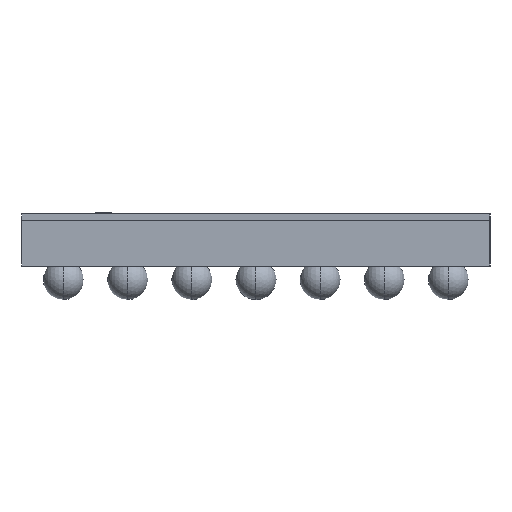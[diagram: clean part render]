
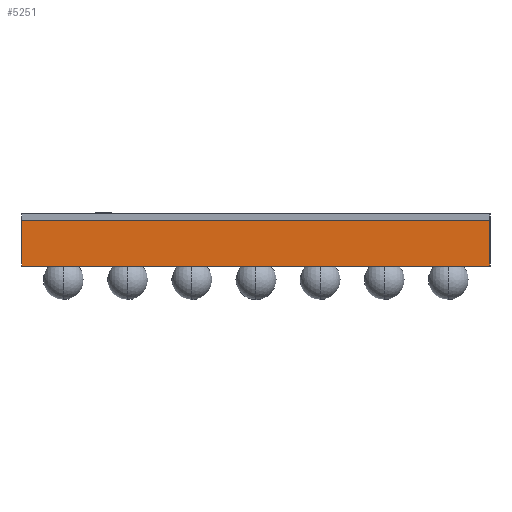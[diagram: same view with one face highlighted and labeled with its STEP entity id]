
A CAD part, left-side view. The second image highlights one B-rep face of the part: STEP entity #5251.
In plain terms, the highlighted planar face has unit normal (-1, 0, 0).
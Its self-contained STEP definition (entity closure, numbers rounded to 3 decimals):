
#383 = DIRECTION ( 'NONE',  ( 0., 0., 1. ) ) ;
#533 = EDGE_CURVE ( 'NONE', #15922, #13075, #7770, .T. ) ;
#1457 = EDGE_LOOP ( 'NONE', ( #8798, #1768, #2008, #7863 ) ) ;
#1706 = LINE ( 'NONE', #14786, #13496 ) ;
#1768 = ORIENTED_EDGE ( 'NONE', *, *, #14524, .F. ) ;
#2008 = ORIENTED_EDGE ( 'NONE', *, *, #5254, .F. ) ;
#3801 = CARTESIAN_POINT ( 'NONE',  ( -1.657, -1.459, -0.285 ) ) ;
#4322 = CARTESIAN_POINT ( 'NONE',  ( -1.657, -1.459, -0.285 ) ) ;
#4519 = CARTESIAN_POINT ( 'NONE',  ( -1.657, -1.459, 0. ) ) ;
#5251 = ADVANCED_FACE ( 'NONE', ( #7373 ), #10259, .F. ) ;
#5254 = EDGE_CURVE ( 'NONE', #15922, #6200, #10345, .T. ) ;
#5388 = AXIS2_PLACEMENT_3D ( 'NONE', #4322, #16089, #11796 ) ;
#6200 = VERTEX_POINT ( 'NONE', #9920 ) ;
#6747 = EDGE_CURVE ( 'NONE', #13075, #7631, #11799, .T. ) ;
#7373 = FACE_OUTER_BOUND ( 'NONE', #1457, .T. ) ;
#7562 = DIRECTION ( 'NONE',  ( 0., 0., 1. ) ) ;
#7631 = VERTEX_POINT ( 'NONE', #9491 ) ;
#7770 = LINE ( 'NONE', #13455, #13405 ) ;
#7863 = ORIENTED_EDGE ( 'NONE', *, *, #533, .T. ) ;
#8798 = ORIENTED_EDGE ( 'NONE', *, *, #6747, .T. ) ;
#9491 = CARTESIAN_POINT ( 'NONE',  ( -1.657, 1.459, 0. ) ) ;
#9920 = CARTESIAN_POINT ( 'NONE',  ( -1.657, 1.459, -0.285 ) ) ;
#10062 = CARTESIAN_POINT ( 'NONE',  ( -1.657, -1.459, -0.285 ) ) ;
#10165 = DIRECTION ( 'NONE',  ( 0., 1., 0. ) ) ;
#10259 = PLANE ( 'NONE',  #5388 ) ;
#10345 = LINE ( 'NONE', #10062, #18188 ) ;
#11508 = DIRECTION ( 'NONE',  ( 0., 1., 0. ) ) ;
#11796 = DIRECTION ( 'NONE',  ( 0., 0., -1. ) ) ;
#11799 = LINE ( 'NONE', #4519, #18673 ) ;
#13075 = VERTEX_POINT ( 'NONE', #15137 ) ;
#13405 = VECTOR ( 'NONE', #383, 1000. ) ;
#13455 = CARTESIAN_POINT ( 'NONE',  ( -1.657, -1.459, -0.285 ) ) ;
#13496 = VECTOR ( 'NONE', #7562, 1000. ) ;
#14524 = EDGE_CURVE ( 'NONE', #6200, #7631, #1706, .T. ) ;
#14786 = CARTESIAN_POINT ( 'NONE',  ( -1.657, 1.459, -0.285 ) ) ;
#15137 = CARTESIAN_POINT ( 'NONE',  ( -1.657, -1.459, 0. ) ) ;
#15922 = VERTEX_POINT ( 'NONE', #3801 ) ;
#16089 = DIRECTION ( 'NONE',  ( 1., 0., 0. ) ) ;
#18188 = VECTOR ( 'NONE', #11508, 1000. ) ;
#18673 = VECTOR ( 'NONE', #10165, 1000. ) ;
